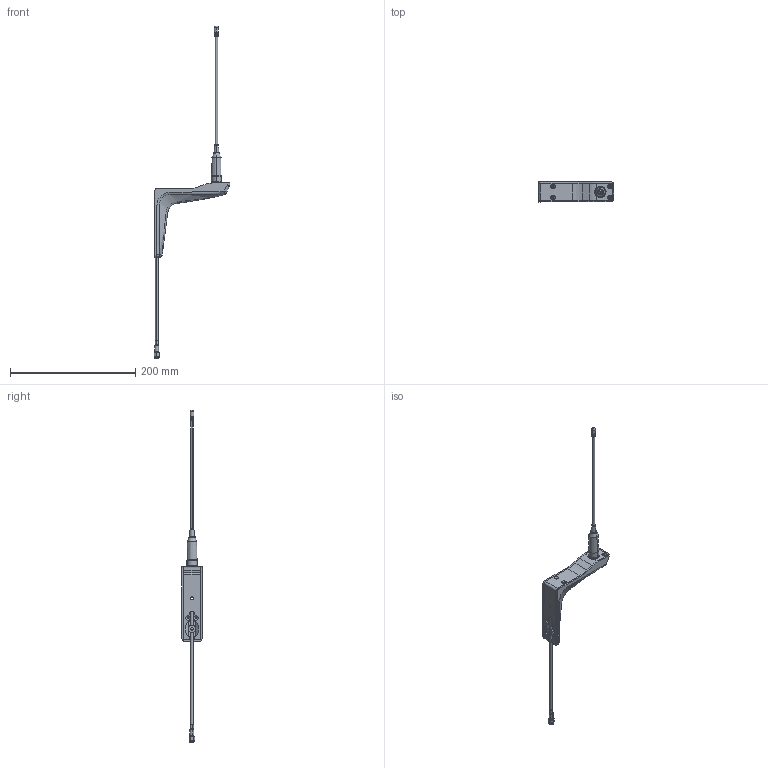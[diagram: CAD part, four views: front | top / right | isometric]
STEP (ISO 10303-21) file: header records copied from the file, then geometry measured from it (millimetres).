
FILE_DESCRIPTION (( 'STEP AP214' ), '1' );
FILE_NAME ('WM.90.A.305111_Web.STEP', '2022-03-14T16:05:11', ( '' ), ( '' ), 'SwSTEP 2.0', 'SolidWorks 2018', '' );
FILE_SCHEMA (( 'AUTOMOTIVE_DESIGN' ));
Length unit declared in the file: millimetre
Products named in the file (1): WM.90.A.305111_Web
Bounding box: 120.9 x 32 x 530.18 mm (x, y, z)
Surface area: 40528.2 mm2 (no closed solid volume)
Topology: 0 solids, 17 shells, 273 faces, 967 edges, 692 vertices
Faces by surface type: cylinder 110, plane 64, bspline 63, cone 26, torus 10
Entity records: 182932 total; most frequent: CARTESIAN_POINT 172336, ORIENTED_EDGE 1560, DIRECTION 1417, EDGE_CURVE 967, VERTEX_POINT 692, AXIS2_PLACEMENT_3D 526, VECTOR 365, LINE 365
